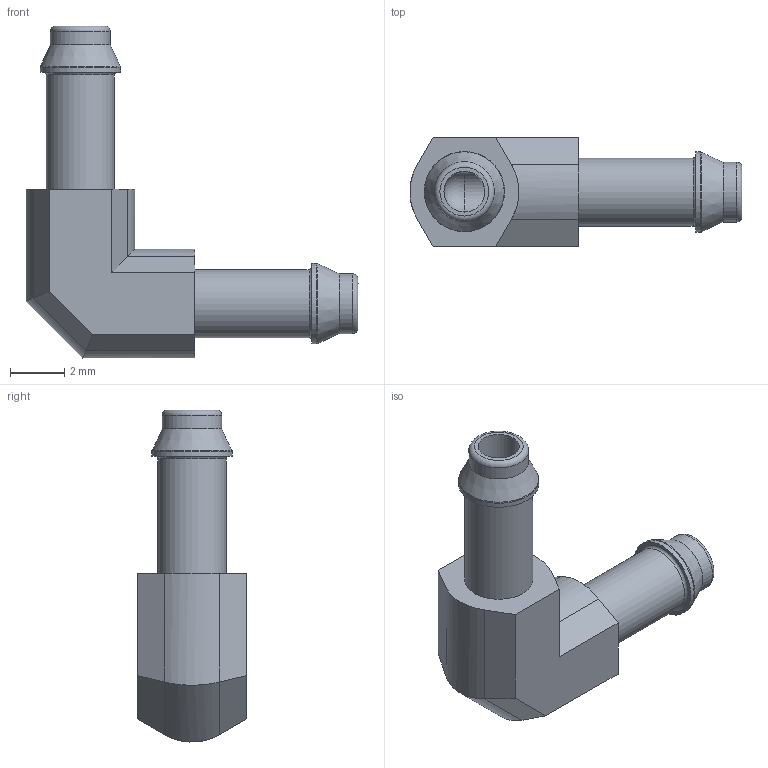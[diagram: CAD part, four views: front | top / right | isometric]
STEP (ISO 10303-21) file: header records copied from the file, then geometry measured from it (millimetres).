
FILE_DESCRIPTION(/* description */ ('STEP AP214'),/* implementation_level */ '2;1');
FILE_NAME(/* name */ '19539_L-PK-2',/* time_stamp */ '2024-09-04T08:59:35+02:00',/* author */ ('License CC BY-ND 4.0'),/* organization */ ('CADENAS'),/* preprocessor_version */ 'ST-DEVELOPER v19.3',/* originating_system */ 'PARTsolutions',/* authorisation */ ' ');
FILE_SCHEMA (('AUTOMOTIVE_DESIGN {1 0 10303 214 3 1 1}'));
Length unit declared in the file: millimetre
Products named in the file (1): 19539 L-PK-2
Bounding box: 12.2 x 4 x 12.2 mm (x, y, z)
Volume: 128.1 mm3; surface area: 319.2 mm2
Topology: 1 solids, 1 shells, 40 faces, 89 edges, 54 vertices
Faces by surface type: plane 18, cylinder 13, torus 6, cone 2, sphere 1
Full cylindrical faces by diameter (mm): 1.5 x2, 2.2 x2, 2.5 x2, 2.95 x2
Entity records: 1282 total; most frequent: DIRECTION 180, CARTESIAN_POINT 159, ORIENTED_EDGE 136, AXIS2_PLACEMENT_3D 71, EDGE_CURVE 68, EDGE_LOOP 62, FACE_BOUND 62, VERTEX_POINT 50
